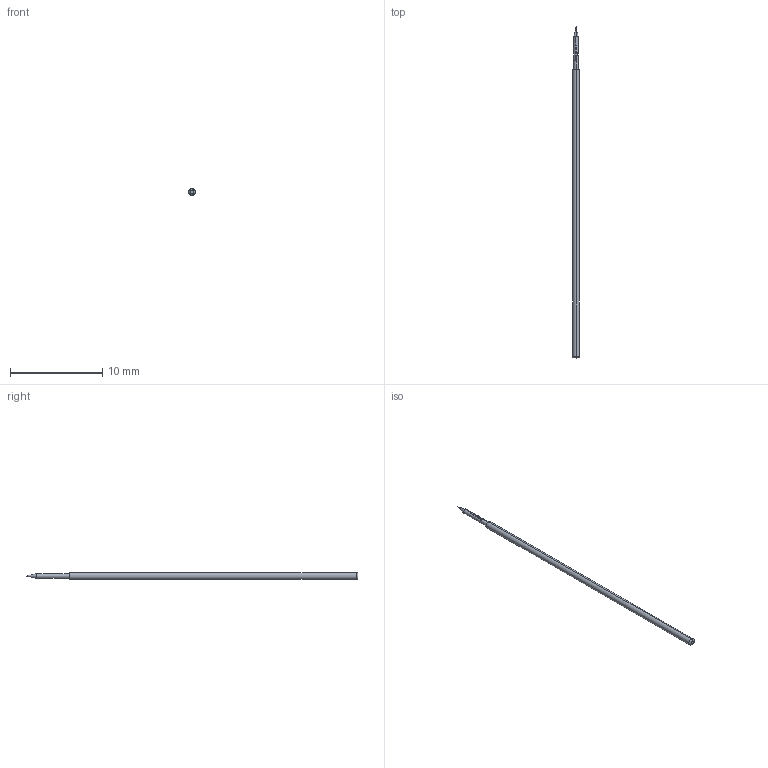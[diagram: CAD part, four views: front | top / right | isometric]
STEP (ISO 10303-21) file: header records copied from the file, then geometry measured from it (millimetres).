
FILE_DESCRIPTION (( 'STEP AP203' ), '1' );
FILE_NAME ('INGUN_UKS-051_201_051_A.STEP', '2022-05-19T07:30:43', ( 'ochi' ), ( '' ), 'SwSTEP 2.0', 'SolidWorks 2018', '' );
FILE_SCHEMA (( 'CONFIG_CONTROL_DESIGN' ));
Length unit declared in the file: millimetre
Products named in the file (1): INGUN_UKS-051_201_051_A
Bounding box: 0.75 x 36 x 0.75 mm (x, y, z)
Volume: 14.6 mm3; surface area: 80.9 mm2
Topology: 1 solids, 1 shells, 81 faces, 230 edges, 151 vertices
Faces by surface type: plane 32, cylinder 23, bspline 22, torus 2, cone 2
Entity records: 3616 total; most frequent: CARTESIAN_POINT 1880, ORIENTED_EDGE 456, EDGE_CURVE 228, B_SPLINE_CURVE_WITH_KNOTS 192, DIRECTION 168, VERTEX_POINT 151, EDGE_LOOP 83, FACE_OUTER_BOUND 81
